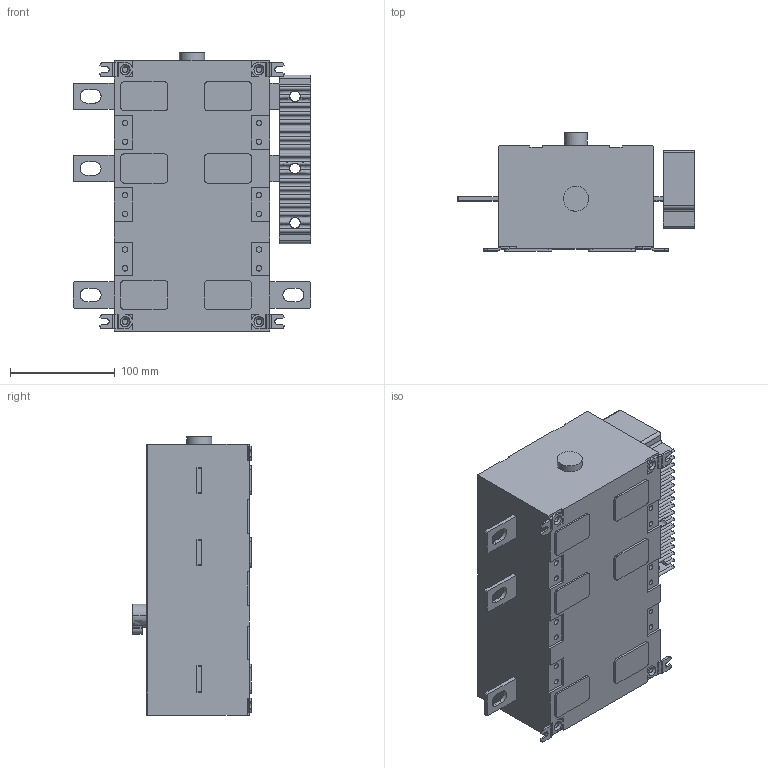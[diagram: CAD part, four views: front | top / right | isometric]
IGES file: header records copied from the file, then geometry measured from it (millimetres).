
Global section: file name: OTDC400UV12.igs; preprocessor: I-DEAS 3D IGES Translator 15; date: 20170627.101317; units: millimetre
Bounding box: 227 x 113.5 x 266 mm (x, y, z)
Volume: 3921624.5 mm3; surface area: 234500.3 mm2
Topology: 1 solids, 1 shells, 511 faces, 1391 edges, 922 vertices
Faces by surface type: bspline 511
